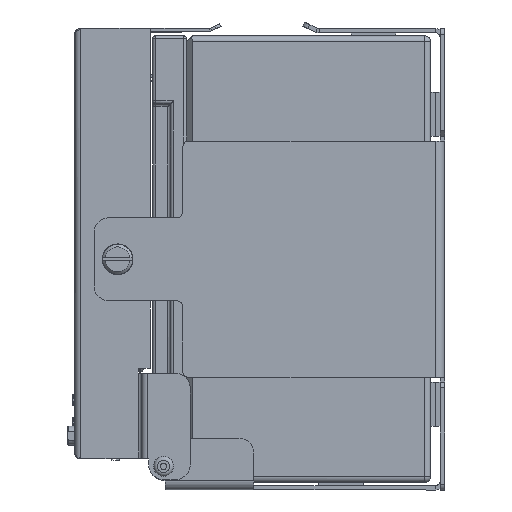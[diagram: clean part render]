
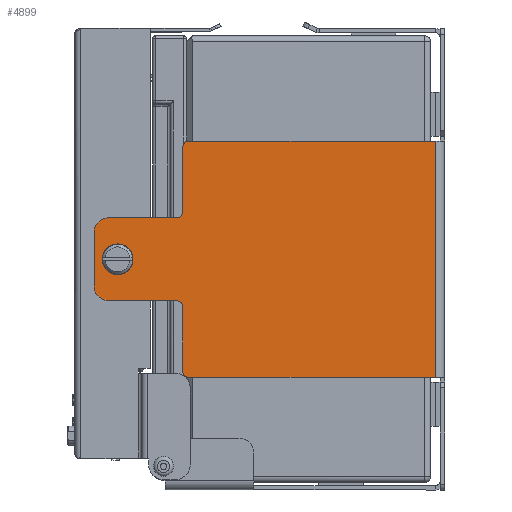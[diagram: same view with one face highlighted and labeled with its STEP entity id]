
A CAD part, left-side view. The second image highlights one B-rep face of the part: STEP entity #4899.
In plain terms, the highlighted planar face has unit normal (-1, 0, 0).
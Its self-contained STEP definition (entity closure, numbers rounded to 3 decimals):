
#4899=ADVANCED_FACE('',(#22133,#22135),#22137,.F.);
#22133=FACE_BOUND('',#22134,.T.);
#22134=EDGE_LOOP('',(#64758,#64759,#64760,#64761,#64762,#64763,#64764,#64765,#64766,
#64767,#64768,#64769,#64770,#64771));
#22135=FACE_BOUND('',#22136,.T.);
#22136=EDGE_LOOP('',(#64772));
#22137=PLANE('',#22138);
#22138=AXIS2_PLACEMENT_3D('',#22139,#22140,#22141);
#22139=CARTESIAN_POINT('',(-67.,-64.256,0.));
#22140=DIRECTION('',(1.,0.,0.));
#22141=DIRECTION('',(0.,1.,0.));
#64758=ORIENTED_EDGE('',*,*,#89656,.F.);
#64759=ORIENTED_EDGE('',*,*,#89657,.T.);
#64760=ORIENTED_EDGE('',*,*,#89658,.F.);
#64761=ORIENTED_EDGE('',*,*,#89659,.T.);
#64762=ORIENTED_EDGE('',*,*,#89660,.F.);
#64763=ORIENTED_EDGE('',*,*,#89661,.F.);
#64764=ORIENTED_EDGE('',*,*,#89598,.T.);
#64765=ORIENTED_EDGE('',*,*,#89662,.F.);
#64766=ORIENTED_EDGE('',*,*,#89663,.F.);
#64767=ORIENTED_EDGE('',*,*,#89664,.T.);
#64768=ORIENTED_EDGE('',*,*,#89665,.F.);
#64769=ORIENTED_EDGE('',*,*,#89666,.T.);
#64770=ORIENTED_EDGE('',*,*,#89667,.F.);
#64771=ORIENTED_EDGE('',*,*,#89668,.F.);
#64772=ORIENTED_EDGE('',*,*,#89669,.T.);
#89598=EDGE_CURVE('',#102743,#102744,#102745,.T.);
#89656=EDGE_CURVE('',#102813,#102814,#102815,.F.);
#89657=EDGE_CURVE('',#102813,#102816,#102817,.T.);
#89658=EDGE_CURVE('',#102818,#102816,#102819,.F.);
#89659=EDGE_CURVE('',#102818,#102820,#102821,.T.);
#89660=EDGE_CURVE('',#102822,#102820,#102823,.F.);
#89661=EDGE_CURVE('',#102743,#102822,#102824,.T.);
#89662=EDGE_CURVE('',#102825,#102744,#102826,.T.);
#89663=EDGE_CURVE('',#102827,#102825,#102828,.F.);
#89664=EDGE_CURVE('',#102827,#102829,#102830,.T.);
#89665=EDGE_CURVE('',#102831,#102829,#102832,.F.);
#89666=EDGE_CURVE('',#102831,#102833,#102834,.T.);
#89667=EDGE_CURVE('',#102835,#102833,#102836,.F.);
#89668=EDGE_CURVE('',#102814,#102835,#102837,.T.);
#89669=EDGE_CURVE('',#102838,#102838,#102839,.F.);
#102743=VERTEX_POINT('',#123563);
#102744=VERTEX_POINT('',#123564);
#102745=LINE('',#123565,#123566);
#102813=VERTEX_POINT('',#123759);
#102814=VERTEX_POINT('',#123760);
#102815=CIRCLE('',#123761,5.);
#102816=VERTEX_POINT('',#123765);
#102817=LINE('',#123766,#123767);
#102818=VERTEX_POINT('',#123769);
#102819=CIRCLE('',#123770,2.);
#102820=VERTEX_POINT('',#123774);
#102821=LINE('',#123775,#123776);
#102822=VERTEX_POINT('',#123778);
#102823=CIRCLE('',#123779,2.);
#102824=LINE('',#123783,#123784);
#102825=VERTEX_POINT('',#123786);
#102826=LINE('',#123787,#123788);
#102827=VERTEX_POINT('',#123790);
#102828=CIRCLE('',#123791,2.);
#102829=VERTEX_POINT('',#123795);
#102830=LINE('',#123796,#123797);
#102831=VERTEX_POINT('',#123799);
#102832=CIRCLE('',#123800,2.);
#102833=VERTEX_POINT('',#123804);
#102834=LINE('',#123805,#123806);
#102835=VERTEX_POINT('',#123808);
#102836=CIRCLE('',#123809,5.);
#102837=LINE('',#123813,#123814);
#102838=VERTEX_POINT('',#123816);
#102839=CIRCLE('',#123817,2.75);
#123563=CARTESIAN_POINT('',(-67.,3.1,-39.9));
#123564=CARTESIAN_POINT('',(-67.,3.1,39.9));
#123565=CARTESIAN_POINT('',(-67.,3.1,-39.9));
#123566=VECTOR('',#123567,1.);
#123567=DIRECTION('',(0.,0.,1.));
#123759=CARTESIAN_POINT('',(-67.,113.5,-14.));
#123760=CARTESIAN_POINT('',(-67.,118.5,-9.));
#123761=AXIS2_PLACEMENT_3D('',#123762,#123763,#123764);
#123762=CARTESIAN_POINT('',(-67.,113.5,-9.));
#123763=DIRECTION('',(-1.,0.,0.));
#123764=DIRECTION('',(0.,1.,0.));
#123765=CARTESIAN_POINT('',(-67.,90.5,-14.));
#123766=CARTESIAN_POINT('',(-67.,113.5,-14.));
#123767=VECTOR('',#123768,1.);
#123768=DIRECTION('',(0.,-1.,0.));
#123769=CARTESIAN_POINT('',(-67.,88.5,-16.));
#123770=AXIS2_PLACEMENT_3D('',#123771,#123772,#123773);
#123771=CARTESIAN_POINT('',(-67.,90.5,-16.));
#123772=DIRECTION('',(1.,0.,0.));
#123773=DIRECTION('',(0.,0.,1.));
#123774=CARTESIAN_POINT('',(-67.,88.5,-37.9));
#123775=CARTESIAN_POINT('',(-67.,88.5,-16.));
#123776=VECTOR('',#123777,1.);
#123777=DIRECTION('',(0.,0.,-1.));
#123778=CARTESIAN_POINT('',(-67.,86.5,-39.9));
#123779=AXIS2_PLACEMENT_3D('',#123780,#123781,#123782);
#123780=CARTESIAN_POINT('',(-67.,86.5,-37.9));
#123781=DIRECTION('',(-1.,0.,0.));
#123782=DIRECTION('',(0.,1.,0.));
#123783=CARTESIAN_POINT('',(-67.,3.1,-39.9));
#123784=VECTOR('',#123785,1.);
#123785=DIRECTION('',(0.,1.,0.));
#123786=CARTESIAN_POINT('',(-67.,86.5,39.9));
#123787=CARTESIAN_POINT('',(-67.,86.5,39.9));
#123788=VECTOR('',#123789,1.);
#123789=DIRECTION('',(0.,-1.,0.));
#123790=CARTESIAN_POINT('',(-67.,88.5,37.9));
#123791=AXIS2_PLACEMENT_3D('',#123792,#123793,#123794);
#123792=CARTESIAN_POINT('',(-67.,86.5,37.9));
#123793=DIRECTION('',(-1.,0.,0.));
#123794=DIRECTION('',(0.,0.,1.));
#123795=CARTESIAN_POINT('',(-67.,88.5,16.));
#123796=CARTESIAN_POINT('',(-67.,88.5,37.9));
#123797=VECTOR('',#123798,1.);
#123798=DIRECTION('',(0.,0.,-1.));
#123799=CARTESIAN_POINT('',(-67.,90.5,14.));
#123800=AXIS2_PLACEMENT_3D('',#123801,#123802,#123803);
#123801=CARTESIAN_POINT('',(-67.,90.5,16.));
#123802=DIRECTION('',(1.,0.,0.));
#123803=DIRECTION('',(0.,-1.,0.));
#123804=CARTESIAN_POINT('',(-67.,113.5,14.));
#123805=CARTESIAN_POINT('',(-67.,90.5,14.));
#123806=VECTOR('',#123807,1.);
#123807=DIRECTION('',(0.,1.,0.));
#123808=CARTESIAN_POINT('',(-67.,118.5,9.));
#123809=AXIS2_PLACEMENT_3D('',#123810,#123811,#123812);
#123810=CARTESIAN_POINT('',(-67.,113.5,9.));
#123811=DIRECTION('',(-1.,0.,0.));
#123812=DIRECTION('',(0.,0.,1.));
#123813=CARTESIAN_POINT('',(-67.,118.5,-9.));
#123814=VECTOR('',#123815,1.);
#123815=DIRECTION('',(0.,0.,1.));
#123816=CARTESIAN_POINT('',(-67.,113.25,0.));
#123817=AXIS2_PLACEMENT_3D('',#123818,#123819,#123820);
#123818=CARTESIAN_POINT('',(-67.,110.5,0.));
#123819=DIRECTION('',(-1.,0.,0.));
#123820=DIRECTION('',(0.,1.,0.));
